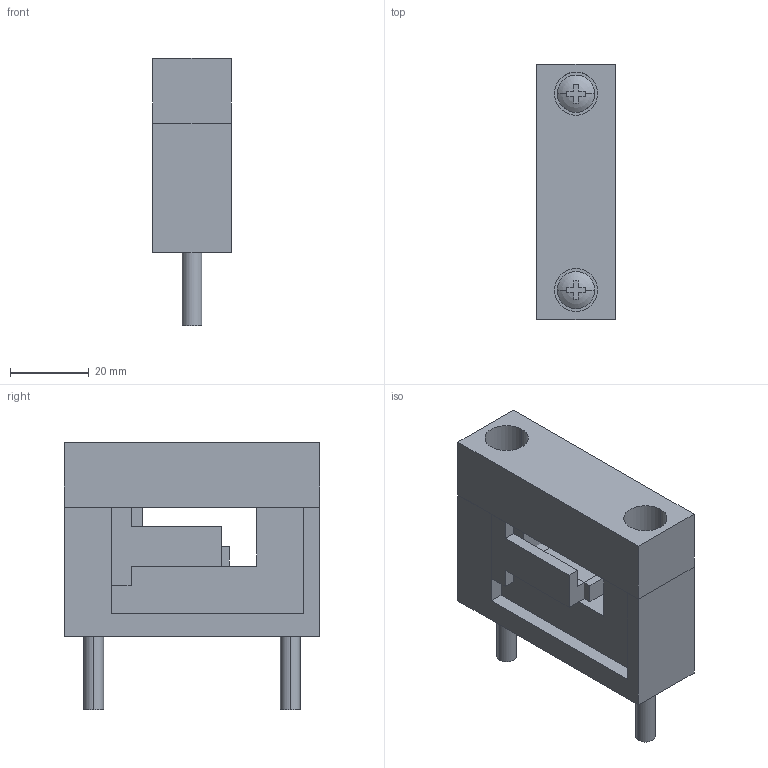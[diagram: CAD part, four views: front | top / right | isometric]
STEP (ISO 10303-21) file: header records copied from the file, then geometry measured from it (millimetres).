
FILE_DESCRIPTION(('STEP AP214'),'1');
FILE_NAME('cctmp_8EF34BE9-08A5-4644-9FCA-2E3941750EF3_2023_07_22_16_28_56_0425..stp','2023-07-22T14:28:56',('SIEMENS A&D'),('CADClick - www.CADClick.com'),'Spatial InterOp 3D postprocessed',' ','unknown authorization');
FILE_SCHEMA(('AUTOMOTIVE_DESIGN'));
Length unit declared in the file: millimetre
Products named in the file (6): cc_unnamed; 2023_07_22_16_28_56_0415; 2023_07_22_16_28_56_0411; 2023_07_22_16_28_56_0407; 2023_07_22_16_28_56_0403; 2023_07_22_16_28_56_0399
Assembly tree (5 placements, depth 2):
  cc_unnamed
    2023_07_22_16_28_56_0415
    2023_07_22_16_28_56_0411
    2023_07_22_16_28_56_0407
    2023_07_22_16_28_56_0403
    2023_07_22_16_28_56_0399
Bounding box: 20 x 65 x 68 mm (x, y, z)
Volume: 53811.7 mm3; surface area: 19286.6 mm2
Topology: 5 solids, 5 shells, 97 faces, 244 edges, 162 vertices
Faces by surface type: plane 81, cylinder 12, sphere 4
Entity records: 3348 total; most frequent: CARTESIAN_POINT 509, DIRECTION 508, ORIENTED_EDGE 488, EDGE_CURVE 244, LINE 186, VECTOR 186, VERTEX_POINT 162, AXIS2_PLACEMENT_3D 161
